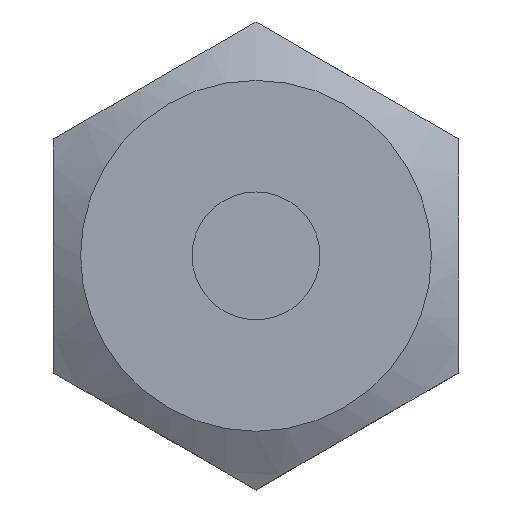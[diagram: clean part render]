
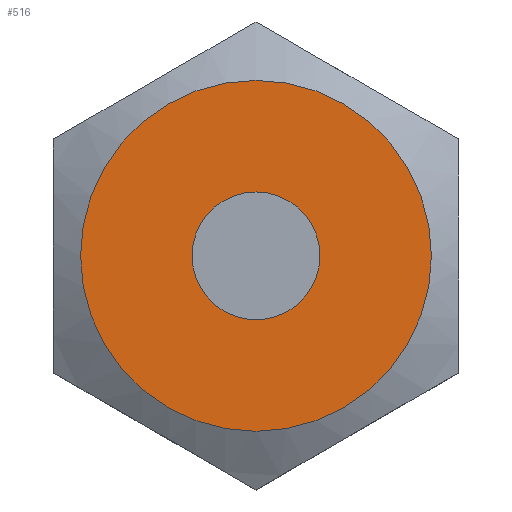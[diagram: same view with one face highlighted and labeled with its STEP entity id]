
A CAD part, top view. The second image highlights one B-rep face of the part: STEP entity #516.
In plain terms, the highlighted planar face has unit normal (0, 0, 1).
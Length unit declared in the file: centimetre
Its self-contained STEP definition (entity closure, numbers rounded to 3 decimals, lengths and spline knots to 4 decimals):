
#82=FACE_BOUND('',#193,.T.);
#131=FACE_OUTER_BOUND('',#192,.T.);
#192=EDGE_LOOP('',(#426));
#193=EDGE_LOOP('',(#427));
#207=CIRCLE('',#546,1.3856);
#223=CIRCLE('',#578,0.505);
#243=VERTEX_POINT('',#796);
#265=VERTEX_POINT('',#886);
#285=EDGE_CURVE('',#243,#243,#207,.T.);
#313=EDGE_CURVE('',#265,#265,#223,.T.);
#426=ORIENTED_EDGE('',*,*,#285,.T.);
#427=ORIENTED_EDGE('',*,*,#313,.T.);
#439=PLANE('',#586);
#516=ADVANCED_FACE('',(#131,#82),#439,.T.);
#546=AXIS2_PLACEMENT_3D('',#797,#643,#644);
#578=AXIS2_PLACEMENT_3D('',#887,#707,#708);
#586=AXIS2_PLACEMENT_3D('',#901,#729,#730);
#643=DIRECTION('center_axis',(0.,0.,1.));
#644=DIRECTION('ref_axis',(0.,1.,0.));
#707=DIRECTION('center_axis',(0.,0.,-1.));
#708=DIRECTION('ref_axis',(0.,1.,0.));
#729=DIRECTION('center_axis',(0.,0.,1.));
#730=DIRECTION('ref_axis',(1.,0.,0.));
#796=CARTESIAN_POINT('',(0.,1.3856,3.4));
#797=CARTESIAN_POINT('Origin',(0.,0.,3.4));
#886=CARTESIAN_POINT('',(0.,0.505,3.4));
#887=CARTESIAN_POINT('Origin',(0.,0.,3.4));
#901=CARTESIAN_POINT('Origin',(0.,0.,
3.4));
